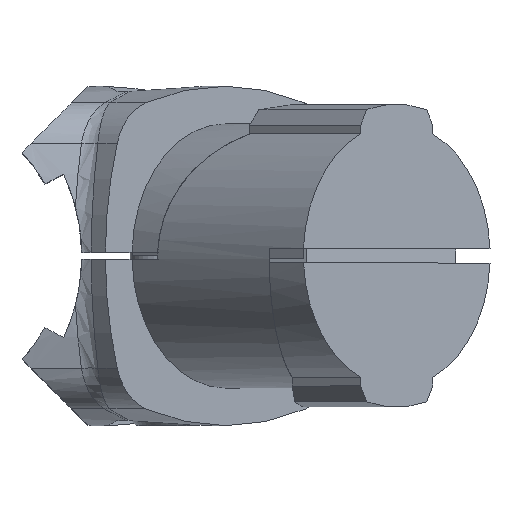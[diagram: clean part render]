
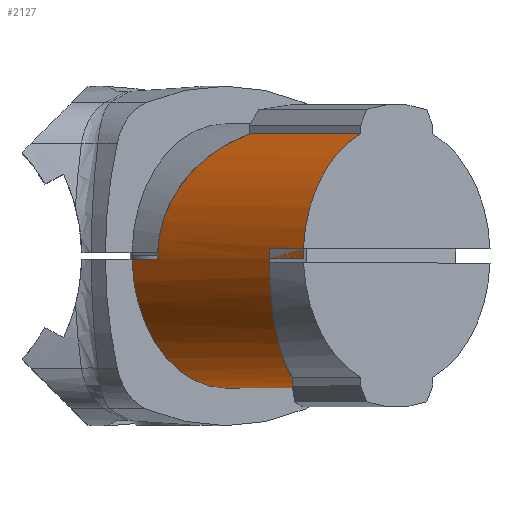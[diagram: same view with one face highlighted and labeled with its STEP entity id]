
A CAD part, top view. The second image highlights one B-rep face of the part: STEP entity #2127.
In plain terms, the highlighted cylindrical face has radius 10.9 mm (diameter 21.8 mm), a partial arc.
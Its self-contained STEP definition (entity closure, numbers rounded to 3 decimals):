
#48=ELLIPSE('',#2271,12.691,10.9);
#143=FACE_OUTER_BOUND('',#272,.T.);
#272=EDGE_LOOP('',(#1442,#1443,#1444,#1445,#1446,#1447,#1448,#1449,#1450));
#406=B_SPLINE_CURVE_WITH_KNOTS('',3,(#3117,#3118,#3119,#3120,#3121,#3122,
#3123,#3124,#3125,#3126,#3127,#3128,#3129,#3130,#3131,#3132,#3133,#3134,
#3135,#3136,#3137,#3138),.UNSPECIFIED.,.F.,.F.,(4,1,1,1,1,1,1,1,1,1,1,1,
1,1,1,1,1,1,1,4),(0.,0.045,0.089,0.134,
0.179,0.224,0.268,0.313,
0.358,0.403,0.447,0.492,
0.537,0.581,0.626,0.671,
0.715,0.76,0.805,0.85),
 .UNSPECIFIED.);
#407=B_SPLINE_CURVE_WITH_KNOTS('',3,(#3143,#3144,#3145,#3146,#3147,#3148,
#3149,#3150,#3151,#3152,#3153),.UNSPECIFIED.,.F.,.F.,(4,1,1,1,1,1,1,1,4),
(0.,2.017,3.945,5.776,7.515,
9.173,10.768,12.321,13.855),
 .UNSPECIFIED.);
#496=LINE('',#3081,#652);
#499=LINE('',#3087,#655);
#503=LINE('',#3115,#659);
#504=LINE('',#3142,#660);
#652=VECTOR('',#2477,3.002);
#655=VECTOR('',#2480,3.004);
#659=VECTOR('',#2510,4.);
#660=VECTOR('',#2513,13.004);
#809=CIRCLE('',#2266,10.9);
#811=CIRCLE('',#2272,10.9);
#873=VERTEX_POINT('',#3078);
#874=VERTEX_POINT('',#3080);
#876=VERTEX_POINT('',#3084);
#877=VERTEX_POINT('',#3086);
#887=VERTEX_POINT('',#3112);
#888=VERTEX_POINT('',#3114);
#889=VERTEX_POINT('',#3116);
#890=VERTEX_POINT('',#3139);
#891=VERTEX_POINT('',#3141);
#1090=EDGE_CURVE('',#873,#874,#496,.T.);
#1093=EDGE_CURVE('',#877,#876,#499,.T.);
#1101=EDGE_CURVE('',#877,#873,#809,.T.);
#1106=EDGE_CURVE('',#887,#876,#48,.T.);
#1107=EDGE_CURVE('',#887,#888,#503,.T.);
#1108=EDGE_CURVE('',#888,#889,#406,.T.);
#1109=EDGE_CURVE('',#890,#889,#811,.T.);
#1110=EDGE_CURVE('',#891,#890,#504,.T.);
#1111=EDGE_CURVE('',#891,#874,#407,.T.);
#1442=ORIENTED_EDGE('',*,*,#1093,.T.);
#1443=ORIENTED_EDGE('',*,*,#1106,.F.);
#1444=ORIENTED_EDGE('',*,*,#1107,.T.);
#1445=ORIENTED_EDGE('',*,*,#1108,.T.);
#1446=ORIENTED_EDGE('',*,*,#1109,.F.);
#1447=ORIENTED_EDGE('',*,*,#1110,.F.);
#1448=ORIENTED_EDGE('',*,*,#1111,.T.);
#1449=ORIENTED_EDGE('',*,*,#1090,.F.);
#1450=ORIENTED_EDGE('',*,*,#1101,.F.);
#2078=CYLINDRICAL_SURFACE('',#2270,10.9);
#2127=ADVANCED_FACE('',(#143),#2078,.T.);
#2266=AXIS2_PLACEMENT_3D('',#3101,#2496,#2497);
#2270=AXIS2_PLACEMENT_3D('',#3111,#2506,#2507);
#2271=AXIS2_PLACEMENT_3D('',#3113,#2508,#2509);
#2272=AXIS2_PLACEMENT_3D('',#3140,#2511,#2512);
#2477=DIRECTION('',(0.707,0.,0.707));
#2480=DIRECTION('',(0.707,0.,0.707));
#2496=DIRECTION('center_axis',(-0.707,0.,-0.707));
#2497=DIRECTION('ref_axis',(0.707,-0.028,-0.707));
#2506=DIRECTION('center_axis',(0.707,0.,0.707));
#2507=DIRECTION('ref_axis',(0.,-1.,0.));
#2508=DIRECTION('center_axis',(0.969,0.,0.245));
#2509=DIRECTION('ref_axis',(0.245,0.,-0.969));
#2510=DIRECTION('',(0.707,0.,0.707));
#2511=DIRECTION('center_axis',(0.707,0.,0.707));
#2512=DIRECTION('ref_axis',(-0.272,0.923,0.272));
#2513=DIRECTION('',(0.707,0.,0.707));
#3078=CARTESIAN_POINT('',(-1.847,-0.3,13.562));
#3080=CARTESIAN_POINT('',(0.276,-0.3,15.685));
#3081=CARTESIAN_POINT('',(-1.847,-0.3,13.562));
#3084=CARTESIAN_POINT('',(15.687,-0.3,0.278));
#3086=CARTESIAN_POINT('',(13.562,-0.3,-1.847));
#3087=CARTESIAN_POINT('',(13.562,-0.3,-1.847));
#3101=CARTESIAN_POINT('Origin',(5.858,0.,
5.858));
#3111=CARTESIAN_POINT('Origin',(20.,0.,20.));
#3112=CARTESIAN_POINT('',(9.466,-0.25,24.877));
#3113=CARTESIAN_POINT('Origin',(12.577,0.,12.577));
#3114=CARTESIAN_POINT('',(12.295,-0.25,27.705));
#3115=CARTESIAN_POINT('',(9.466,-0.25,24.877));
#3116=CARTESIAN_POINT('',(12.297,0.6,27.703));
#3117=CARTESIAN_POINT('Ctrl Pts',(12.295,-0.25,27.705));
#3118=CARTESIAN_POINT('Ctrl Pts',(12.295,-0.235,27.705));
#3119=CARTESIAN_POINT('Ctrl Pts',(12.295,-0.205,27.705));
#3120=CARTESIAN_POINT('Ctrl Pts',(12.295,-0.161,27.705));
#3121=CARTESIAN_POINT('Ctrl Pts',(12.295,-0.116,27.705));
#3122=CARTESIAN_POINT('Ctrl Pts',(12.295,-0.071,
27.705));
#3123=CARTESIAN_POINT('Ctrl Pts',(12.295,-0.026,27.705));
#3124=CARTESIAN_POINT('Ctrl Pts',(12.295,0.018,27.705));
#3125=CARTESIAN_POINT('Ctrl Pts',(12.295,0.063,27.705));
#3126=CARTESIAN_POINT('Ctrl Pts',(12.295,0.108,27.705));
#3127=CARTESIAN_POINT('Ctrl Pts',(12.295,0.153,27.705));
#3128=CARTESIAN_POINT('Ctrl Pts',(12.295,0.197,27.705));
#3129=CARTESIAN_POINT('Ctrl Pts',(12.295,0.242,27.705));
#3130=CARTESIAN_POINT('Ctrl Pts',(12.295,0.287,27.705));
#3131=CARTESIAN_POINT('Ctrl Pts',(12.295,0.331,27.705));
#3132=CARTESIAN_POINT('Ctrl Pts',(12.295,0.376,27.705));
#3133=CARTESIAN_POINT('Ctrl Pts',(12.295,0.421,27.705));
#3134=CARTESIAN_POINT('Ctrl Pts',(12.294,0.465,27.706));
#3135=CARTESIAN_POINT('Ctrl Pts',(12.295,0.51,27.705));
#3136=CARTESIAN_POINT('Ctrl Pts',(12.293,0.555,27.707));
#3137=CARTESIAN_POINT('Ctrl Pts',(12.297,0.585,27.703));
#3138=CARTESIAN_POINT('Ctrl Pts',(12.297,0.6,27.703));
#3139=CARTESIAN_POINT('',(17.03,10.058,22.97));
#3140=CARTESIAN_POINT('Origin',(20.,0.,20.));
#3141=CARTESIAN_POINT('',(7.835,10.058,13.775));
#3142=CARTESIAN_POINT('',(7.835,10.058,13.775));
#3143=CARTESIAN_POINT('Ctrl Pts',(7.835,10.058,13.775));
#3144=CARTESIAN_POINT('Ctrl Pts',(7.221,9.831,13.93));
#3145=CARTESIAN_POINT('Ctrl Pts',(6.05,9.297,14.226));
#3146=CARTESIAN_POINT('Ctrl Pts',(4.47,8.26,14.625));
#3147=CARTESIAN_POINT('Ctrl Pts',(3.127,7.048,14.965));
#3148=CARTESIAN_POINT('Ctrl Pts',(2.039,5.706,15.24));
#3149=CARTESIAN_POINT('Ctrl Pts',(1.208,4.271,15.45));
#3150=CARTESIAN_POINT('Ctrl Pts',(0.634,2.775,15.595));
#3151=CARTESIAN_POINT('Ctrl Pts',(0.311,1.244,15.677));
#3152=CARTESIAN_POINT('Ctrl Pts',(0.26,0.211,15.689));
#3153=CARTESIAN_POINT('Ctrl Pts',(0.276,-0.3,
15.685));
